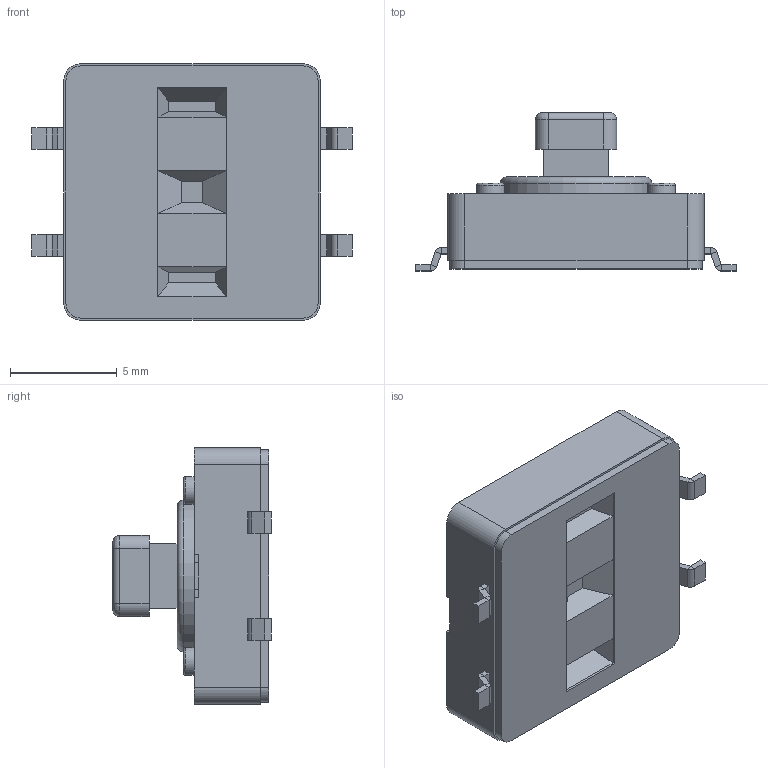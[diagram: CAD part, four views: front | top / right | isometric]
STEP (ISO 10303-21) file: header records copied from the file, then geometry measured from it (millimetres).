
FILE_DESCRIPTION(/* description */ (''),/* implementation_level */ '2;1');
FILE_NAME(/* name */ '505-2-2-93-xx-xx.stp',/* time_stamp */ '2026-02-02T09:49:23+01:00',/* author */ ('Andreas.Larin'),/* organization */ (''),/* preprocessor_version */ 'ST-DEVELOPER v20',/* originating_system */ 'Autodesk Inventor 2025',/* authorisation */ '');
FILE_SCHEMA (('AUTOMOTIVE_DESIGN { 1 0 10303 214 3 1 1 }'));
Length unit declared in the file: millimetre
Products named in the file (1): 505-2-2-93-xx-xx
Bounding box: 15 x 7.4 x 12 mm (x, y, z)
Volume: 557.3 mm3; surface area: 587.6 mm2
Topology: 1 solids, 5 shells, 222 faces, 504 edges, 308 vertices
Faces by surface type: plane 166, cylinder 43, torus 5, bspline 4, cone 4
Full cylindrical faces by diameter (mm): 1 x4, 1.3 x4, 1.5 x1, 7.1 x1, 7.25 x1
Entity records: 6389 total; most frequent: CARTESIAN_POINT 1067, DIRECTION 1055, ORIENTED_EDGE 1008, EDGE_CURVE 504, LINE 391, VECTOR 391, AXIS2_PLACEMENT_3D 332, VERTEX_POINT 308
